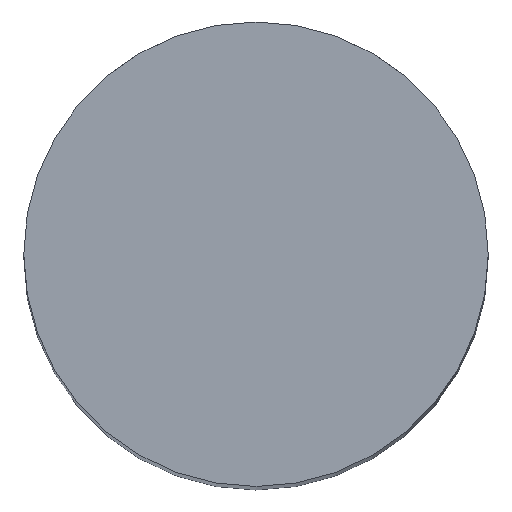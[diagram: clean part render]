
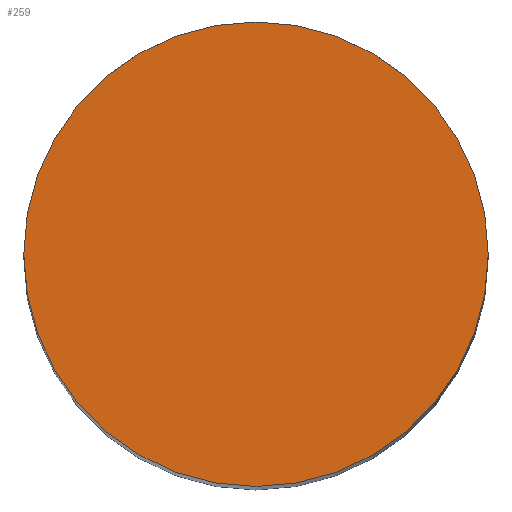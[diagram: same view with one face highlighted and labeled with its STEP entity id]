
A CAD part, top view. The second image highlights one B-rep face of the part: STEP entity #259.
In plain terms, the highlighted planar face has unit normal (0, 0, 1).
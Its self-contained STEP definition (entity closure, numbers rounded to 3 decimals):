
#4 = DIRECTION ( 'NONE',  ( 0., 0., 1. ) ) ;
#7 = CARTESIAN_POINT ( 'NONE',  ( 0., 0., 22. ) ) ;
#9 = DIRECTION ( 'NONE',  ( 1., 0., 0. ) ) ;
#10 = EDGE_LOOP ( 'NONE', ( #235, #126 ) ) ;
#22 = DIRECTION ( 'NONE',  ( 0., 0., 1. ) ) ;
#35 = VERTEX_POINT ( 'NONE', #289 ) ;
#49 = EDGE_CURVE ( 'NONE', #35, #78, #51, .T. ) ;
#51 = CIRCLE ( 'NONE', #226, 2.5 ) ;
#78 = VERTEX_POINT ( 'NONE', #223 ) ;
#93 = CARTESIAN_POINT ( 'NONE',  ( 0., 0., 22. ) ) ;
#108 = CARTESIAN_POINT ( 'NONE',  ( 0., 0., 22. ) ) ;
#126 = ORIENTED_EDGE ( 'NONE', *, *, #49, .T. ) ;
#134 = DIRECTION ( 'NONE',  ( 1., 0., 0. ) ) ;
#137 = AXIS2_PLACEMENT_3D ( 'NONE', #7, #142, #9 ) ;
#139 = DIRECTION ( 'NONE',  ( 1., 0., 0. ) ) ;
#142 = DIRECTION ( 'NONE',  ( 0., 0., 1. ) ) ;
#143 = FACE_OUTER_BOUND ( 'NONE', #10, .T. ) ;
#223 = CARTESIAN_POINT ( 'NONE',  ( -2.5, 0., 22. ) ) ;
#226 = AXIS2_PLACEMENT_3D ( 'NONE', #108, #22, #134 ) ;
#235 = ORIENTED_EDGE ( 'NONE', *, *, #244, .T. ) ;
#236 = CIRCLE ( 'NONE', #278, 2.5 ) ;
#244 = EDGE_CURVE ( 'NONE', #78, #35, #236, .T. ) ;
#259 = ADVANCED_FACE ( 'NONE', ( #143 ), #274, .T. ) ;
#274 = PLANE ( 'NONE',  #137 ) ;
#278 = AXIS2_PLACEMENT_3D ( 'NONE', #93, #4, #139 ) ;
#289 = CARTESIAN_POINT ( 'NONE',  ( 2.5, 0., 22. ) ) ;
